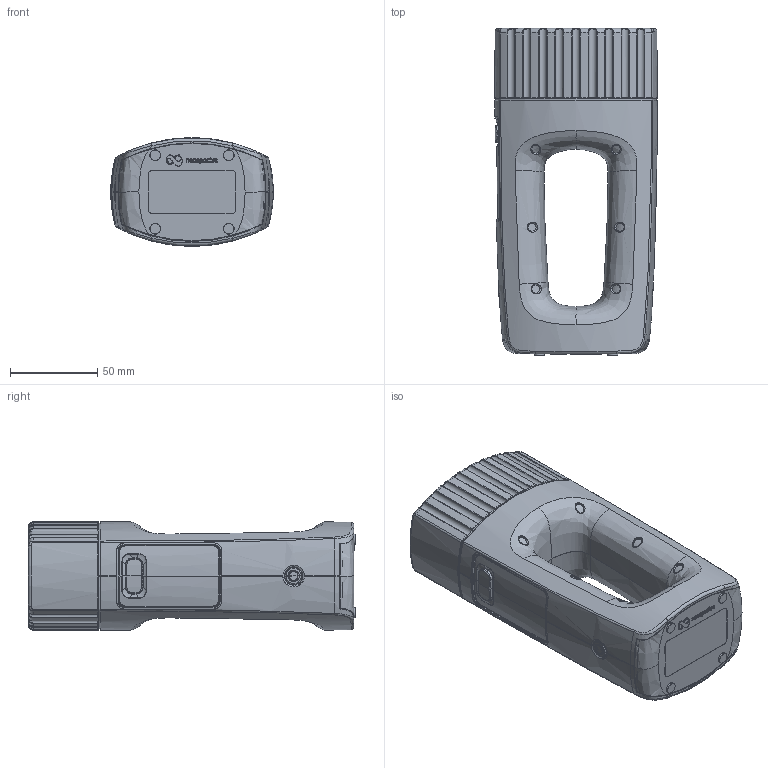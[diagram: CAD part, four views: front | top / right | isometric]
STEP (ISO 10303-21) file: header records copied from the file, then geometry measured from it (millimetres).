
FILE_DESCRIPTION(/* description */ (''),/* implementation_level */ '2;1');
FILE_NAME(/* name */ 'Neospectra_scanner_external_assembly_2.stp',/* time_stamp */ '2020-07-06T14:04:32+02:00',/* author */ ('inventor'),/* organization */ ('Pilotfish'),/* preprocessor_version */ 'ST-DEVELOPER v17',/* originating_system */ 'Autodesk Inventor 2019',/* authorisation */ '');
FILE_SCHEMA (('AUTOMOTIVE_DESIGN { 1 0 10303 214 3 1 1 }'));
Products named in the file (31): 20190807_si-ware_me_asm; 0_SI-WARE_SUB_HEAD_ASM; SW_AL_HEATSINK_HEAD; SW_AL_HEATSINK_TOP; SCREW_M2_5_L5; SCREW_FLAT_M4_L50; LIGHT_SOURCE_WITH_P3_ILT_VERSIO_ASM; LIGHT_SOURCE_20190802_ASM; GLASS_WINDOW_20190708; 0_SI-WARE_SUB_HANDLE_ASM; Assembly1; SW_LEFT_HOUSING; SW_RIGHT_HOUSING; 20190805_SW_BATTERY_COVER_W_REC; SW_LCM_WINDOW; SW_SCREEN_WINDOW_TAPE; 0_SI-WARE_SUB_MIDDLE_FRAME_ASM; SW_USB_DOOR; METAL_PIN; SUB_SW_POWER_BUTTON_ASM; SW_POWER_BUTTON; SW_POWER_BUTTON_RUBBER; SUB_SW_TRIGGER_BUTTON_ASM; SW_TRIGGER_BUTTON; SW_TRIGGER_BUTTON_RUBBER; SW_OUTER_SCREW_COVER_BOT; SW_OUTER_SCREW_COVER_MID; SW_OUTER_SCREW_COVER_TOP; SCREW_T2_L10; SW_HEATSINK_TOP_SCREW_COVER; SW_BATTERY_COVER_RUBBER_FOOT
Assembly tree (51 placements, depth 4):
  20190807_si-ware_me_asm
    0_SI-WARE_SUB_HEAD_ASM
      SW_AL_HEATSINK_HEAD
      SW_AL_HEATSINK_TOP
      SCREW_M2_5_L5  x4
      SCREW_FLAT_M4_L50  x4
    LIGHT_SOURCE_WITH_P3_ILT_VERSIO_ASM
      LIGHT_SOURCE_20190802_ASM
        GLASS_WINDOW_20190708
    0_SI-WARE_SUB_HANDLE_ASM
      Assembly1
        SW_LEFT_HOUSING
        SW_RIGHT_HOUSING
        20190805_SW_BATTERY_COVER_W_REC
        SW_LCM_WINDOW
        SW_SCREEN_WINDOW_TAPE
      0_SI-WARE_SUB_MIDDLE_FRAME_ASM
        SW_USB_DOOR
        METAL_PIN
      SUB_SW_POWER_BUTTON_ASM
        SW_POWER_BUTTON
        SW_POWER_BUTTON_RUBBER
      SUB_SW_TRIGGER_BUTTON_ASM
        SW_TRIGGER_BUTTON
        SW_TRIGGER_BUTTON_RUBBER
    SCREW_T2_L10  x10
    SW_OUTER_SCREW_COVER_BOT
    SW_OUTER_SCREW_COVER_MID
    SW_OUTER_SCREW_COVER_TOP
    SW_HEATSINK_TOP_SCREW_COVER  x4
    SW_BATTERY_COVER_RUBBER_FOOT  x4
Bounding box: 93 x 187 x 62 mm (x, y, z)
Volume: 243842.7 mm3; surface area: 171388.8 mm2
Topology: 46 solids, 46 shells, 2291 faces, 5931 edges, 3844 vertices
Faces by surface type: plane 971, bspline 641, cylinder 531, torus 58, sphere 55, cone 35
Full cylindrical faces by diameter (mm): 1.2 x1, 1.5 x1, 2 x11, 2.1 x12, 2.5 x10, 2.8 x14, 2.9 x2, 3 x6, 3.9 x10, 4 x4, 4.4 x4, 4.5 x10, 4.6 x4, 4.7 x12, 4.8 x4, 5 x4, 6 x8, 6.2 x4, 7.8 x4, 8.6 x4, 10.3 x1, 12 x1, 16 x1, 20 x1, 20.2 x1, 25 x1, 52.2 x1, 52.5 x1
Entity records: 131420 total; most frequent: CARTESIAN_POINT 85281, ORIENTED_EDGE 10238, DIRECTION 8026, EDGE_CURVE 5119, VERTEX_POINT 3298, AXIS2_PLACEMENT_3D 2950, EDGE_LOOP 2163, LINE 2126
